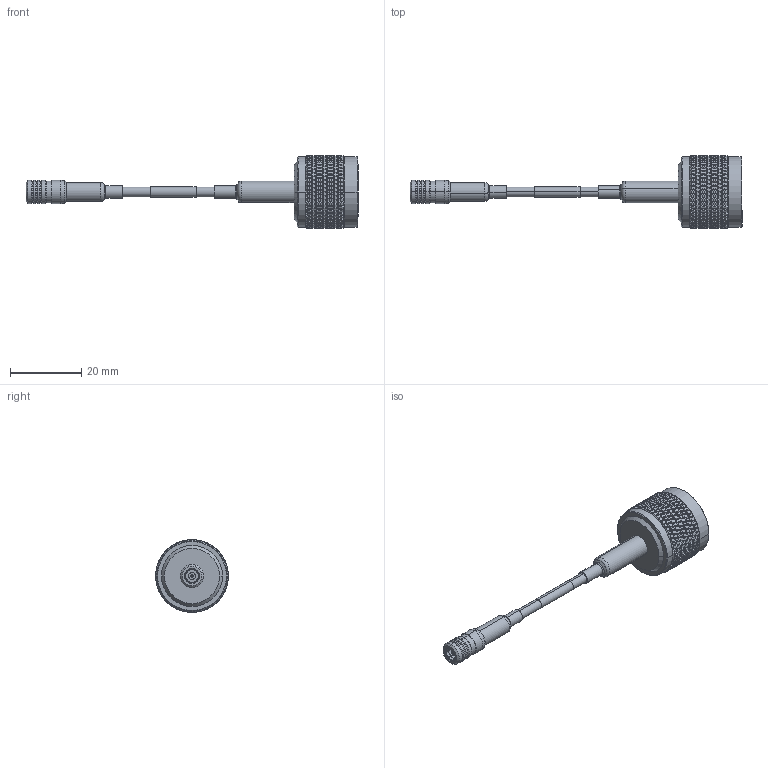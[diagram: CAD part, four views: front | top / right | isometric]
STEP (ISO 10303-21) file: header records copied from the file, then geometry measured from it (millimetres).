
FILE_DESCRIPTION (( 'STEP AP214' ), '1' );
FILE_NAME ('FMCA100080_3D.step', '2024-07-31T22:48:47', ( '' ), ( '' ), 'SwSTEP 2.0', 'SolidWorks 2022', '' );
FILE_SCHEMA (( 'AUTOMOTIVE_DESIGN' ));
Length unit declared in the file: inch
Products named in the file (6): RG188-HEATSHRINK_3_1" Long; PE4429 ¦ SC9124; RG188-HEATSHRINK_.75" Long; SC8841; RG188A-U; FMCA100080_3D
Assembly tree (5 placements, depth 2):
  FMCA100080_3D
    RG188A-U
    SC8841
    PE4429 ¦ SC9124
    RG188-HEATSHRINK_.75" Long
    RG188-HEATSHRINK_3_1" Long
Bounding box: 92.95 x 20.32 x 20.32 mm (x, y, z)
Volume: 4765.2 mm3; surface area: 6593.6 mm2
Topology: 7 solids, 7 shells, 2482 faces, 5282 edges, 2833 vertices
Faces by surface type: bspline 1803, cylinder 541, plane 57, torus 42, cone 39
Entity records: 95002 total; most frequent: CARTESIAN_POINT 61301, ORIENTED_EDGE 10564, EDGE_CURVE 5282, VERTEX_POINT 2833, EDGE_LOOP 2509, DIRECTION 2483, ADVANCED_FACE 2482, FACE_OUTER_BOUND 2482
